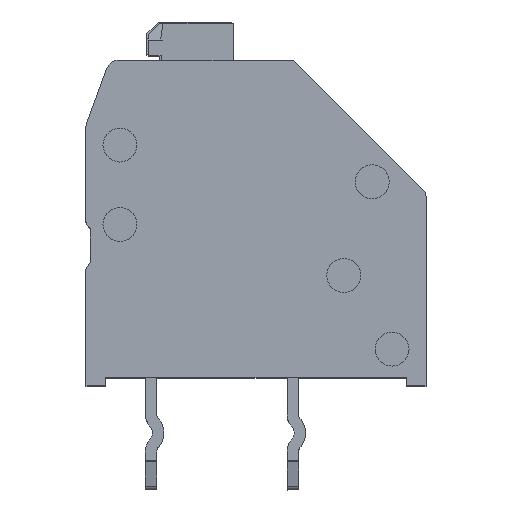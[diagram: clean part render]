
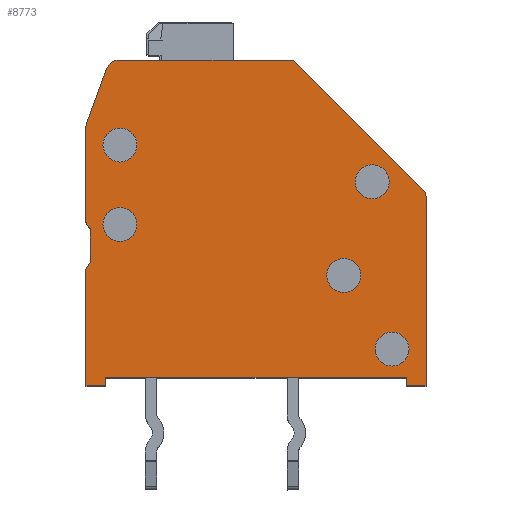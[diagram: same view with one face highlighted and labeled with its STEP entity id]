
A CAD part, top view. The second image highlights one B-rep face of the part: STEP entity #8773.
In plain terms, the highlighted planar face has unit normal (0, 0, 1).
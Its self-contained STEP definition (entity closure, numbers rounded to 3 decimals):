
#80=FACE_BOUND('',#990,.T.);
#81=FACE_BOUND('',#991,.T.);
#82=FACE_BOUND('',#992,.T.);
#83=FACE_BOUND('',#993,.T.);
#84=FACE_BOUND('',#994,.T.);
#130=PLANE('',#9319);
#479=FACE_OUTER_BOUND('',#989,.T.);
#989=EDGE_LOOP('',(#6047,#6048,#6049,#6050,#6051,#6052,#6053,#6054,#6055,
#6056,#6057,#6058,#6059,#6060,#6061,#6062,#6063,#6064,#6065,#6066,#6067,
#6068));
#990=EDGE_LOOP('',(#6069));
#991=EDGE_LOOP('',(#6070));
#992=EDGE_LOOP('',(#6071));
#993=EDGE_LOOP('',(#6072));
#994=EDGE_LOOP('',(#6073));
#1556=LINE('',#12864,#2543);
#1557=LINE('',#12868,#2544);
#1558=LINE('',#12872,#2545);
#1559=LINE('',#12876,#2546);
#1560=LINE('',#12880,#2547);
#1561=LINE('',#12884,#2548);
#1562=LINE('',#12888,#2549);
#1563=LINE('',#12892,#2550);
#1564=LINE('',#12894,#2551);
#1565=LINE('',#12896,#2552);
#1566=LINE('',#12898,#2553);
#1567=LINE('',#12900,#2554);
#1568=LINE('',#12902,#2555);
#1569=LINE('',#12903,#2556);
#2543=VECTOR('',#10202,1.);
#2544=VECTOR('',#10205,1.);
#2545=VECTOR('',#10208,1.);
#2546=VECTOR('',#10211,1.);
#2547=VECTOR('',#10214,1.);
#2548=VECTOR('',#10217,1.);
#2549=VECTOR('',#10220,1.);
#2550=VECTOR('',#10223,1.);
#2551=VECTOR('',#10224,1.);
#2552=VECTOR('',#10225,1.);
#2553=VECTOR('',#10226,1.);
#2554=VECTOR('',#10227,1.);
#2555=VECTOR('',#10228,1.);
#2556=VECTOR('',#10229,1.);
#3511=CIRCLE('',#9296,0.6);
#3513=CIRCLE('',#9299,0.6);
#3515=CIRCLE('',#9302,0.6);
#3517=CIRCLE('',#9305,0.6);
#3519=CIRCLE('',#9308,0.6);
#3529=CIRCLE('',#9320,0.3);
#3530=CIRCLE('',#9321,0.3);
#3531=CIRCLE('',#9322,0.5);
#3532=CIRCLE('',#9323,0.298);
#3533=CIRCLE('',#9324,0.271);
#3534=CIRCLE('',#9325,0.15);
#3535=CIRCLE('',#9326,0.15);
#3536=CIRCLE('',#9327,0.271);
#3817=VERTEX_POINT('',#12785);
#3819=VERTEX_POINT('',#12791);
#3821=VERTEX_POINT('',#12797);
#3823=VERTEX_POINT('',#12803);
#3825=VERTEX_POINT('',#12809);
#3849=VERTEX_POINT('',#12860);
#3850=VERTEX_POINT('',#12861);
#3851=VERTEX_POINT('',#12863);
#3852=VERTEX_POINT('',#12865);
#3853=VERTEX_POINT('',#12867);
#3854=VERTEX_POINT('',#12869);
#3855=VERTEX_POINT('',#12871);
#3856=VERTEX_POINT('',#12873);
#3857=VERTEX_POINT('',#12875);
#3858=VERTEX_POINT('',#12877);
#3859=VERTEX_POINT('',#12879);
#3860=VERTEX_POINT('',#12881);
#3861=VERTEX_POINT('',#12883);
#3862=VERTEX_POINT('',#12885);
#3863=VERTEX_POINT('',#12887);
#3864=VERTEX_POINT('',#12889);
#3865=VERTEX_POINT('',#12891);
#3866=VERTEX_POINT('',#12893);
#3867=VERTEX_POINT('',#12895);
#3868=VERTEX_POINT('',#12897);
#3869=VERTEX_POINT('',#12899);
#3870=VERTEX_POINT('',#12901);
#4687=EDGE_CURVE('',#3817,#3817,#3511,.T.);
#4690=EDGE_CURVE('',#3819,#3819,#3513,.T.);
#4693=EDGE_CURVE('',#3821,#3821,#3515,.T.);
#4696=EDGE_CURVE('',#3823,#3823,#3517,.T.);
#4699=EDGE_CURVE('',#3825,#3825,#3519,.T.);
#4724=EDGE_CURVE('',#3849,#3850,#3529,.T.);
#4725=EDGE_CURVE('',#3850,#3851,#1556,.T.);
#4726=EDGE_CURVE('',#3851,#3852,#3530,.T.);
#4727=EDGE_CURVE('',#3853,#3852,#1557,.T.);
#4728=EDGE_CURVE('',#3853,#3854,#3531,.T.);
#4729=EDGE_CURVE('',#3854,#3855,#1558,.T.);
#4730=EDGE_CURVE('',#3855,#3856,#3532,.T.);
#4731=EDGE_CURVE('',#3856,#3857,#1559,.T.);
#4732=EDGE_CURVE('',#3857,#3858,#3533,.T.);
#4733=EDGE_CURVE('',#3858,#3859,#1560,.T.);
#4734=EDGE_CURVE('',#3860,#3859,#3534,.T.);
#4735=EDGE_CURVE('',#3861,#3860,#1561,.T.);
#4736=EDGE_CURVE('',#3862,#3861,#3535,.T.);
#4737=EDGE_CURVE('',#3862,#3863,#1562,.T.);
#4738=EDGE_CURVE('',#3863,#3864,#3536,.T.);
#4739=EDGE_CURVE('',#3864,#3865,#1563,.T.);
#4740=EDGE_CURVE('',#3866,#3865,#1564,.T.);
#4741=EDGE_CURVE('',#3867,#3866,#1565,.T.);
#4742=EDGE_CURVE('',#3867,#3868,#1566,.T.);
#4743=EDGE_CURVE('',#3869,#3868,#1567,.T.);
#4744=EDGE_CURVE('',#3870,#3869,#1568,.T.);
#4745=EDGE_CURVE('',#3870,#3849,#1569,.T.);
#6047=ORIENTED_EDGE('',*,*,#4724,.T.);
#6048=ORIENTED_EDGE('',*,*,#4725,.T.);
#6049=ORIENTED_EDGE('',*,*,#4726,.T.);
#6050=ORIENTED_EDGE('',*,*,#4727,.F.);
#6051=ORIENTED_EDGE('',*,*,#4728,.T.);
#6052=ORIENTED_EDGE('',*,*,#4729,.T.);
#6053=ORIENTED_EDGE('',*,*,#4730,.T.);
#6054=ORIENTED_EDGE('',*,*,#4731,.T.);
#6055=ORIENTED_EDGE('',*,*,#4732,.T.);
#6056=ORIENTED_EDGE('',*,*,#4733,.T.);
#6057=ORIENTED_EDGE('',*,*,#4734,.F.);
#6058=ORIENTED_EDGE('',*,*,#4735,.F.);
#6059=ORIENTED_EDGE('',*,*,#4736,.F.);
#6060=ORIENTED_EDGE('',*,*,#4737,.T.);
#6061=ORIENTED_EDGE('',*,*,#4738,.T.);
#6062=ORIENTED_EDGE('',*,*,#4739,.T.);
#6063=ORIENTED_EDGE('',*,*,#4740,.F.);
#6064=ORIENTED_EDGE('',*,*,#4741,.F.);
#6065=ORIENTED_EDGE('',*,*,#4742,.T.);
#6066=ORIENTED_EDGE('',*,*,#4743,.F.);
#6067=ORIENTED_EDGE('',*,*,#4744,.F.);
#6068=ORIENTED_EDGE('',*,*,#4745,.T.);
#6069=ORIENTED_EDGE('',*,*,#4690,.T.);
#6070=ORIENTED_EDGE('',*,*,#4693,.F.);
#6071=ORIENTED_EDGE('',*,*,#4687,.F.);
#6072=ORIENTED_EDGE('',*,*,#4699,.F.);
#6073=ORIENTED_EDGE('',*,*,#4696,.F.);
#8773=ADVANCED_FACE('',(#479,#80,#81,#82,#83,#84),#130,.F.);
#9296=AXIS2_PLACEMENT_3D('',#12786,#10133,#10134);
#9299=AXIS2_PLACEMENT_3D('',#12792,#10140,#10141);
#9302=AXIS2_PLACEMENT_3D('',#12798,#10147,#10148);
#9305=AXIS2_PLACEMENT_3D('',#12804,#10154,#10155);
#9308=AXIS2_PLACEMENT_3D('',#12810,#10161,#10162);
#9319=AXIS2_PLACEMENT_3D('',#12859,#10198,#10199);
#9320=AXIS2_PLACEMENT_3D('',#12862,#10200,#10201);
#9321=AXIS2_PLACEMENT_3D('',#12866,#10203,#10204);
#9322=AXIS2_PLACEMENT_3D('',#12870,#10206,#10207);
#9323=AXIS2_PLACEMENT_3D('',#12874,#10209,#10210);
#9324=AXIS2_PLACEMENT_3D('',#12878,#10212,#10213);
#9325=AXIS2_PLACEMENT_3D('',#12882,#10215,#10216);
#9326=AXIS2_PLACEMENT_3D('',#12886,#10218,#10219);
#9327=AXIS2_PLACEMENT_3D('',#12890,#10221,#10222);
#10133=DIRECTION('center_axis',(0.,0.,1.));
#10134=DIRECTION('ref_axis',(-1.,0.,0.));
#10140=DIRECTION('center_axis',(0.,0.,-1.));
#10141=DIRECTION('ref_axis',(-1.,0.,0.));
#10147=DIRECTION('center_axis',(0.,0.,1.));
#10148=DIRECTION('ref_axis',(-1.,0.,0.));
#10154=DIRECTION('center_axis',(0.,0.,1.));
#10155=DIRECTION('ref_axis',(-1.,0.,0.));
#10161=DIRECTION('center_axis',(0.,0.,1.));
#10162=DIRECTION('ref_axis',(-1.,0.,0.));
#10198=DIRECTION('center_axis',(0.,0.,-1.));
#10199=DIRECTION('ref_axis',(-1.,0.,0.));
#10200=DIRECTION('center_axis',(0.,0.,1.));
#10201=DIRECTION('ref_axis',(-1.,0.,0.));
#10202=DIRECTION('',(-0.707,0.707,0.));
#10203=DIRECTION('center_axis',(0.,0.,1.));
#10204=DIRECTION('ref_axis',(-1.,0.,0.));
#10205=DIRECTION('',(1.,0.,0.));
#10206=DIRECTION('center_axis',(0.,0.,1.));
#10207=DIRECTION('ref_axis',(-1.,0.,0.));
#10208=DIRECTION('',(-0.342,-0.94,0.));
#10209=DIRECTION('center_axis',(0.,0.,1.));
#10210=DIRECTION('ref_axis',(-1.,0.,0.));
#10211=DIRECTION('',(0.,-1.,0.));
#10212=DIRECTION('center_axis',(0.,0.,1.));
#10213=DIRECTION('ref_axis',(-1.,0.,0.));
#10214=DIRECTION('',(0.707,-0.707,0.));
#10215=DIRECTION('center_axis',(0.,0.,1.));
#10216=DIRECTION('ref_axis',(-1.,0.,0.));
#10217=DIRECTION('',(0.,1.,0.));
#10218=DIRECTION('center_axis',(0.,0.,1.));
#10219=DIRECTION('ref_axis',(-1.,0.,0.));
#10220=DIRECTION('',(-0.707,-0.707,0.));
#10221=DIRECTION('center_axis',(0.,0.,1.));
#10222=DIRECTION('ref_axis',(-1.,0.,0.));
#10223=DIRECTION('',(0.,-1.,0.));
#10224=DIRECTION('',(-1.,0.,0.));
#10225=DIRECTION('',(0.,-1.,0.));
#10226=DIRECTION('',(1.,0.,0.));
#10227=DIRECTION('',(0.,1.,0.));
#10228=DIRECTION('',(-1.,0.,0.));
#10229=DIRECTION('',(0.,1.,0.));
#12785=CARTESIAN_POINT('',(10.7,7.2,5.));
#12786=CARTESIAN_POINT('Origin',(10.1,7.2,5.));
#12791=CARTESIAN_POINT('',(11.4,1.3,5.));
#12792=CARTESIAN_POINT('Origin',(10.8,1.3,5.));
#12797=CARTESIAN_POINT('',(9.7,3.9,5.));
#12798=CARTESIAN_POINT('Origin',(9.1,3.9,5.));
#12803=CARTESIAN_POINT('',(1.8,8.5,5.));
#12804=CARTESIAN_POINT('Origin',(1.2,8.5,5.));
#12809=CARTESIAN_POINT('',(1.8,5.7,5.));
#12810=CARTESIAN_POINT('Origin',(1.2,5.7,5.));
#12859=CARTESIAN_POINT('Origin',(6.,5.75,5.));
#12860=CARTESIAN_POINT('',(12.,6.676,5.));
#12861=CARTESIAN_POINT('',(11.912,6.888,5.));
#12862=CARTESIAN_POINT('Origin',(11.7,6.676,5.));
#12863=CARTESIAN_POINT('',(7.388,11.412,5.));
#12864=CARTESIAN_POINT('',(9.525,9.275,5.));
#12865=CARTESIAN_POINT('',(7.176,11.5,5.));
#12866=CARTESIAN_POINT('Origin',(7.176,11.2,5.));
#12867=CARTESIAN_POINT('',(1.187,11.5,5.));
#12868=CARTESIAN_POINT('',(6.,11.5,5.));
#12869=CARTESIAN_POINT('',(0.717,11.171,5.));
#12870=CARTESIAN_POINT('Origin',(1.187,11.,5.));
#12871=CARTESIAN_POINT('',(0.018,9.25,5.));
#12872=CARTESIAN_POINT('',(0.718,11.172,5.));
#12873=CARTESIAN_POINT('',(0.,9.148,5.));
#12874=CARTESIAN_POINT('Origin',(0.298,9.148,5.));
#12875=CARTESIAN_POINT('',(0.,5.804,5.));
#12876=CARTESIAN_POINT('',(0.,9.148,5.));
#12877=CARTESIAN_POINT('',(0.078,5.639,5.));
#12878=CARTESIAN_POINT('Origin',(0.27,5.831,5.));
#12879=CARTESIAN_POINT('',(0.106,5.611,5.));
#12880=CARTESIAN_POINT('',(0.078,5.639,5.));
#12881=CARTESIAN_POINT('',(0.15,5.505,5.));
#12882=CARTESIAN_POINT('Origin',(0.,5.505,5.));
#12883=CARTESIAN_POINT('',(0.15,4.393,5.));
#12884=CARTESIAN_POINT('',(0.15,6.3,5.));
#12885=CARTESIAN_POINT('',(0.106,4.287,5.));
#12886=CARTESIAN_POINT('Origin',(0.,4.393,5.));
#12887=CARTESIAN_POINT('',(0.078,4.259,5.));
#12888=CARTESIAN_POINT('',(0.112,4.293,5.));
#12889=CARTESIAN_POINT('',(0.,4.094,5.));
#12890=CARTESIAN_POINT('Origin',(0.27,4.067,5.));
#12891=CARTESIAN_POINT('',(0.,0.,5.));
#12892=CARTESIAN_POINT('',(0.,4.094,5.));
#12893=CARTESIAN_POINT('',(0.7,0.,5.));
#12894=CARTESIAN_POINT('',(0.,0.,5.));
#12895=CARTESIAN_POINT('',(0.7,0.3,5.));
#12896=CARTESIAN_POINT('',(0.7,0.,5.));
#12897=CARTESIAN_POINT('',(11.3,0.3,5.));
#12898=CARTESIAN_POINT('',(0.7,0.3,5.));
#12899=CARTESIAN_POINT('',(11.3,0.,5.));
#12900=CARTESIAN_POINT('',(11.3,5.75,5.));
#12901=CARTESIAN_POINT('',(12.,0.,5.));
#12902=CARTESIAN_POINT('',(6.,0.,5.));
#12903=CARTESIAN_POINT('',(12.,5.75,5.));
